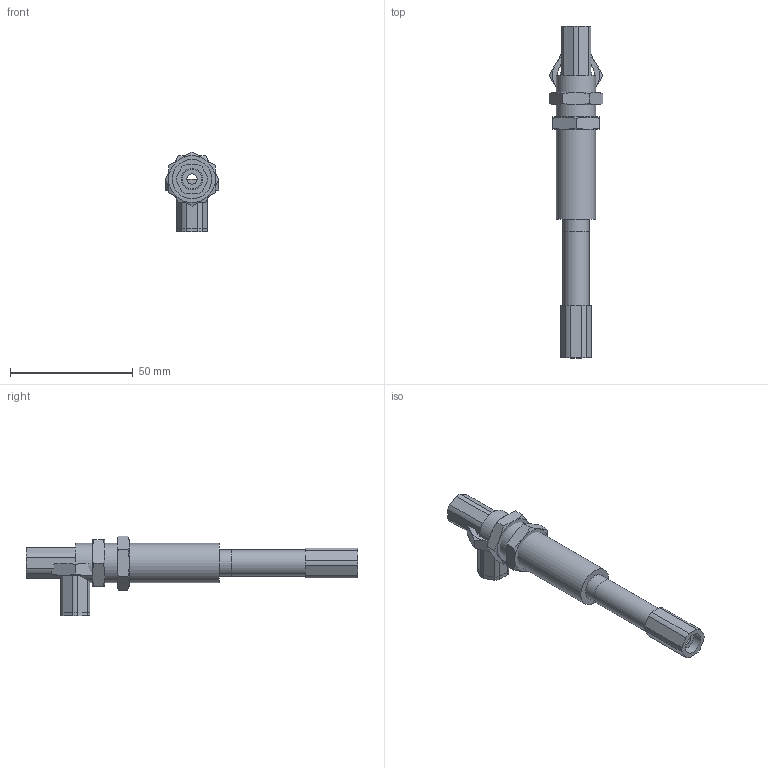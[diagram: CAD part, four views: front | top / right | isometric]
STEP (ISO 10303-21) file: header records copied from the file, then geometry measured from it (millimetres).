
FILE_DESCRIPTION( ( 'Unknown' ), '1' );
FILE_NAME( '0124953.stp', 'Unknown', ( 'Unknown' ), ( 'Unknown' ), 'PSStep 10.0', 'Unknown', ' ' );
FILE_SCHEMA( ( 'automotive_design' ) );
Length unit declared in the file: millimetre
Products named in the file (6): Assem1; Nut M16x1; Body threaded; Rod vacuum; Piab adaptor nut G18; Adaptor nut G18
Bounding box: 21.94 x 135 x 32.47 mm (x, y, z)
Volume: 33225.4 mm3; surface area: 28242.1 mm2
Topology: 11 solids, 11 shells, 159 faces, 349 edges, 222 vertices
Faces by surface type: plane 74, cylinder 49, cone 36
Full cylindrical faces by diameter (mm): 4.2 x2, 6 x4, 8 x6, 8.7 x4, 10.7 x4, 15 x3, 16 x2
Entity records: 2165 total; most frequent: CARTESIAN_POINT 430, DIRECTION 326, ORIENTED_EDGE 276, EDGE_CURVE 138, AXIS2_PLACEMENT_3D 136, EDGE_LOOP 96, VERTEX_POINT 96, FACE_OUTER_BOUND 81
